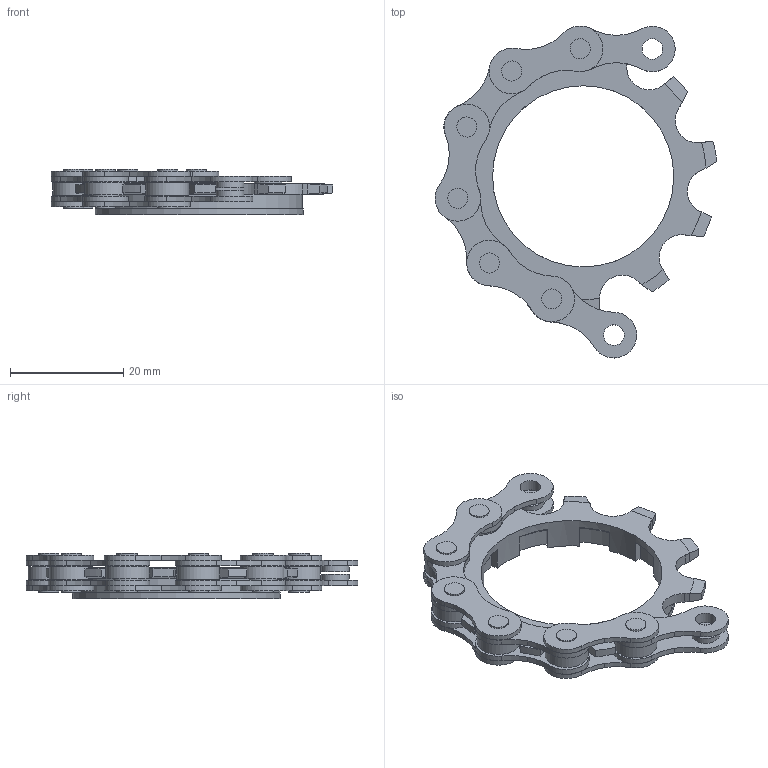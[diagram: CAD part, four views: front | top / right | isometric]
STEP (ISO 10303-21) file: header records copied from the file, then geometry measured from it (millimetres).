
FILE_DESCRIPTION(/* description */ (''),/* implementation_level */ '2;1');
FILE_NAME(/* name */ 'zlozenie_8s_zuzyty.stp',/* time_stamp */ '2022-05-10T21:59:39+02:00',/* author */ ('wilus'),/* organization */ (''),/* preprocessor_version */ 'ST-DEVELOPER v18.1',/* originating_system */ 'Autodesk Inventor 2022',/* authorisation */ '');
FILE_SCHEMA (('CONFIG_CONTROL_DESIGN'));
Length unit declared in the file: millimetre
Products named in the file (6): zlozenie_8s_zuzyty; 11t_8s; bl_zewn_x8z; bl_wewn_x8z; pin_x8z; rola zuzyta 8s
Assembly tree (27 placements, depth 2):
  zlozenie_8s_zuzyty
    11t_8s
    bl_wewn_x8z  x8
    bl_zewn_x8z  x6
    pin_x8z  x6
    rola zuzyta 8s  x6
Bounding box: 49.74 x 58.61 x 7.97 mm (x, y, z)
Volume: 4054.7 mm3; surface area: 8452.5 mm2
Topology: 27 solids, 27 shells, 549 faces, 1252 edges, 776 vertices
Faces by surface type: cylinder 222, bspline 185, plane 99, cone 43
Full cylindrical faces by diameter (mm): 3.5 x12, 3.55 x12, 3.65 x16, 4.9 x16, 5.1 x6, 7.6 x6, 32 x1, 36.5 x1, 36.7 x1
Entity records: 7436 total; most frequent: CARTESIAN_POINT 2203, ORIENTED_EDGE 1054, DIRECTION 1036, EDGE_CURVE 527, AXIS2_PLACEMENT_3D 406, VERTEX_POINT 330, EDGE_LOOP 227, LINE 224
